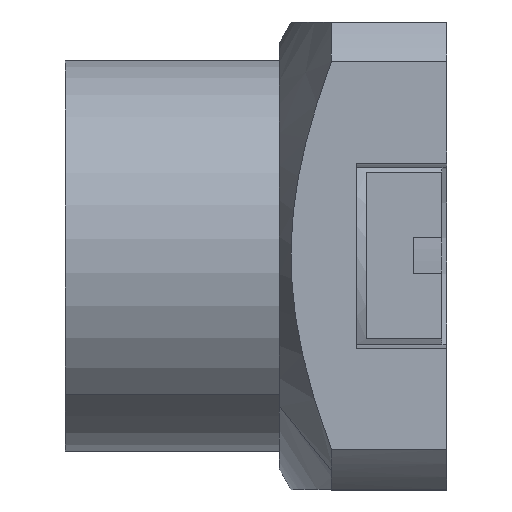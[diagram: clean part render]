
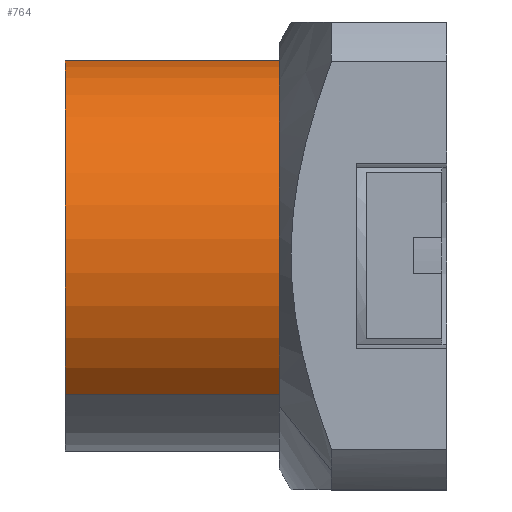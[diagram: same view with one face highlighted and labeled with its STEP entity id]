
A CAD part, top view. The second image highlights one B-rep face of the part: STEP entity #764.
In plain terms, the highlighted cylindrical face has radius 2.095 mm (diameter 4.19 mm), a partial arc.
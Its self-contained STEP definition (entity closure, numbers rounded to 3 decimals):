
#6=CARTESIAN_POINT('',(0.,0.,0.));
#7=DIRECTION('',(-1.,0.,0.));
#8=DIRECTION('',(0.,-0.707,0.707));
#9=AXIS2_PLACEMENT_3D('',#6,#7,#8);
#21=DIRECTION('',(1.,0.,0.));
#22=VECTOR('',#21,2.29);
#23=CARTESIAN_POINT('',(0.,1.481,-1.481));
#24=LINE('',#23,#22);
#25=DIRECTION('',(1.,0.,0.));
#26=VECTOR('',#25,2.29);
#27=CARTESIAN_POINT('',(0.,-1.481,1.481));
#28=LINE('',#27,#26);
#34=CARTESIAN_POINT('',(2.29,0.,0.));
#35=DIRECTION('',(1.,0.,0.));
#36=DIRECTION('',(0.,0.707,-0.707));
#37=AXIS2_PLACEMENT_3D('',#34,#35,#36);
#573=CARTESIAN_POINT('',(0.,1.481,-1.481));
#574=CARTESIAN_POINT('',(0.,-1.481,1.481));
#575=VERTEX_POINT('',#573);
#576=VERTEX_POINT('',#574);
#577=CARTESIAN_POINT('',(2.29,1.481,-1.481));
#578=VERTEX_POINT('',#577);
#579=CARTESIAN_POINT('',(2.29,-1.481,1.481));
#580=VERTEX_POINT('',#579);
#752=CARTESIAN_POINT('',(3.163,0.,0.));
#753=DIRECTION('',(-1.,0.,0.));
#754=DIRECTION('',(0.,0.707,-0.707));
#755=AXIS2_PLACEMENT_3D('',#752,#753,#754);
#756=CYLINDRICAL_SURFACE('',#755,2.095);
#757=ORIENTED_EDGE('',*,*,#726,.T.);
#758=ORIENTED_EDGE('',*,*,#747,.T.);
#760=ORIENTED_EDGE('',*,*,#759,.T.);
#761=ORIENTED_EDGE('',*,*,#743,.F.);
#762=EDGE_LOOP('',(#757,#758,#760,#761));
#763=FACE_OUTER_BOUND('',#762,.F.);
#764=ADVANCED_FACE('',(#763),#756,.T.);
#10=CIRCLE('',#9,2.095);
#38=CIRCLE('',#37,2.095);
#726=EDGE_CURVE('',#576,#575,#10,.T.);
#743=EDGE_CURVE('',#576,#580,#28,.T.);
#747=EDGE_CURVE('',#575,#578,#24,.T.);
#759=EDGE_CURVE('',#578,#580,#38,.T.);
